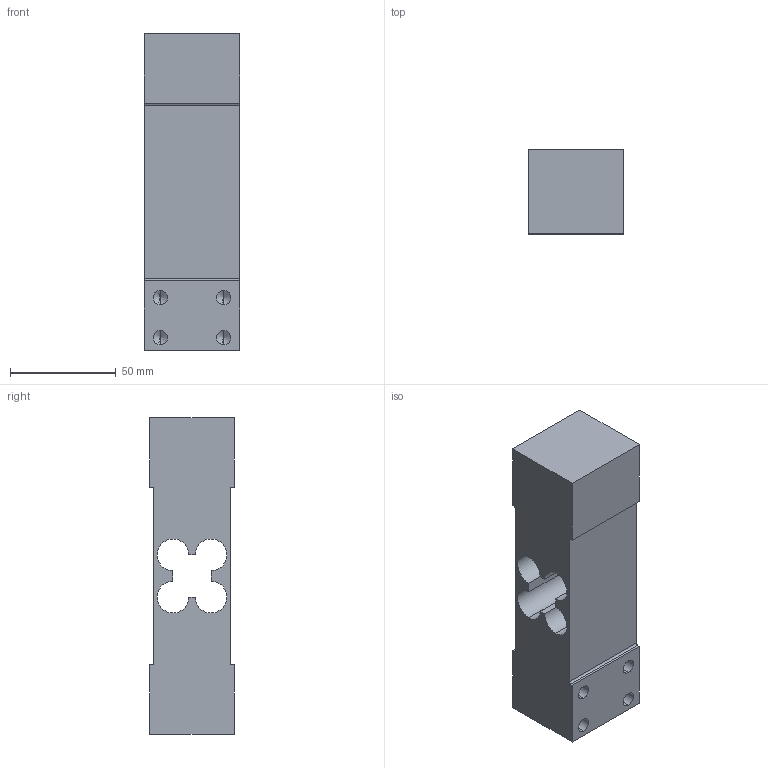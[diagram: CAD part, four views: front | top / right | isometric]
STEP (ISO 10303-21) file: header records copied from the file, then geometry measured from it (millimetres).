
FILE_DESCRIPTION (( 'STEP AP203' ), '1' );
FILE_NAME ('传感器LC1545.STEP', '2020-08-18T09:34:06', ( '' ), ( '' ), 'SwSTEP 2.0', 'SolidWorks 2016', '' );
FILE_SCHEMA (( 'CONFIG_CONTROL_DESIGN' ));
Length unit declared in the file: millimetre
Products named in the file (1): 換覜んLC1545
Bounding box: 45 x 40 x 150 mm (x, y, z)
Volume: 208926.3 mm3; surface area: 37437.6 mm2
Topology: 1 solids, 1 shells, 60 faces, 158 edges, 92 vertices
Faces by surface type: cylinder 26, plane 18, cone 16
Entity records: 1815 total; most frequent: DIRECTION 316, CARTESIAN_POINT 295, ORIENTED_EDGE 284, EDGE_CURVE 142, AXIS2_PLACEMENT_3D 113, VERTEX_POINT 92, VECTOR 90, LINE 90
